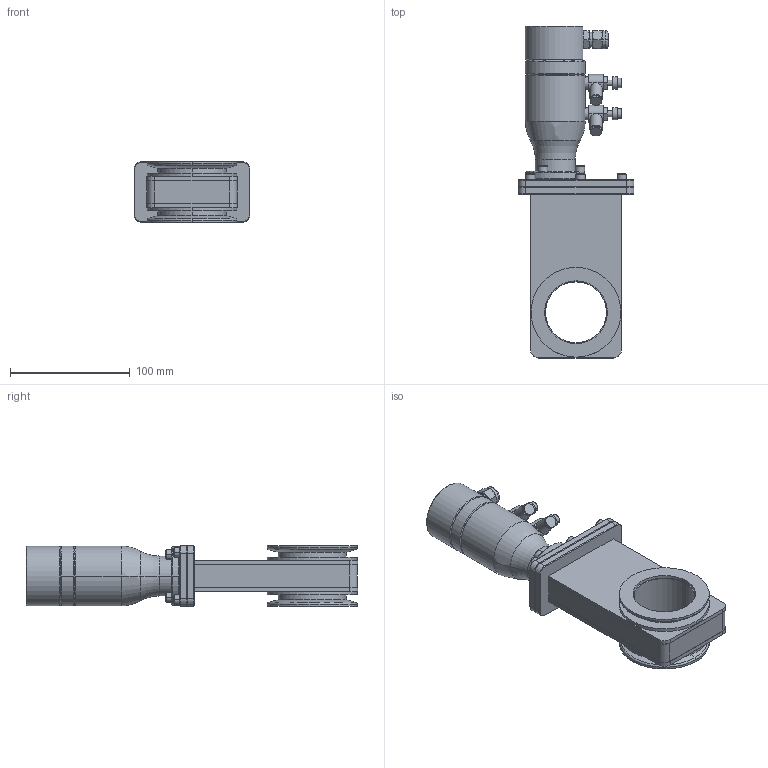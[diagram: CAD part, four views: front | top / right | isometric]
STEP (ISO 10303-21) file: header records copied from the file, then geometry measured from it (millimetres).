
FILE_DESCRIPTION((''),'2;1');
FILE_NAME('11212-0203R','2011-02-17T',('matt'),(''),'PRO/ENGINEER BY PARAMETRIC TECHNOLOGY CORPORATION, 2010280','PRO/ENGINEER BY PARAMETRIC TECHNOLOGY CORPORATION, 2010280','');
FILE_SCHEMA(('CONFIG_CONTROL_DESIGN'));
Length unit declared in the file: inch
Products named in the file (1): 11212-0203R
Bounding box: 96.82 x 277.16 x 50.67 mm (x, y, z)
Volume: 547186.2 mm3; surface area: 83417.8 mm2
Topology: 1 solids, 1 shells, 378 faces, 847 edges, 512 vertices
Faces by surface type: plane 175, cone 98, cylinder 95, torus 8, bspline 2
Entity records: 11632 total; most frequent: CARTESIAN_POINT 3189, DIRECTION 1788, ORIENTED_EDGE 1694, EDGE_CURVE 847, AXIS2_PLACEMENT_3D 677, VERTEX_POINT 512, VECTOR 434, LINE 434
